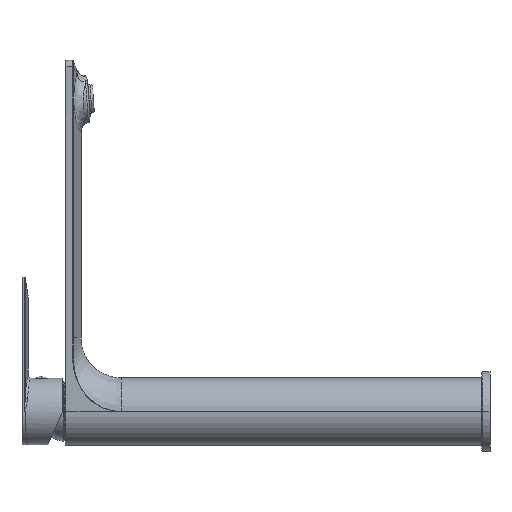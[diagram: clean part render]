
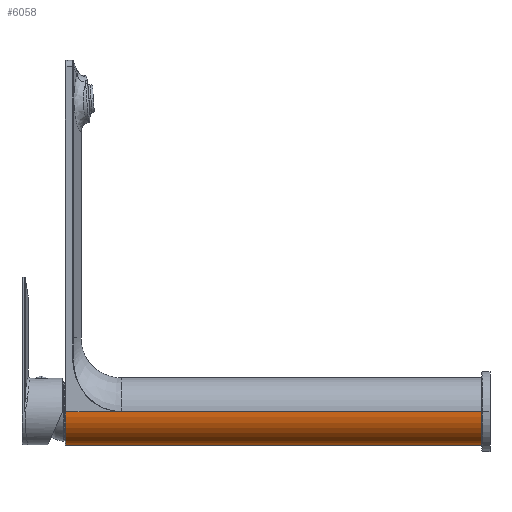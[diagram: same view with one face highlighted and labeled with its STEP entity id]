
A CAD part, left-side view. The second image highlights one B-rep face of the part: STEP entity #6058.
In plain terms, the highlighted cylindrical face has radius 21 mm (diameter 42 mm), a partial arc.
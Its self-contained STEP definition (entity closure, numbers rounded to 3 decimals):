
#1344=DIRECTION('',(0.,0.,1.));
#1345=VECTOR('',#1344,34.5);
#1346=CARTESIAN_POINT('',(0.,-21.,
225.));
#1347=LINE('',#1346,#1345);
#1348=DIRECTION('',(0.,0.,-1.));
#1349=VECTOR('',#1348,225.);
#1350=CARTESIAN_POINT('',(0.,-21.,
225.));
#1351=LINE('',#1350,#1349);
#1361=CARTESIAN_POINT('',(0.,0.,
0.));
#1362=DIRECTION('',(0.,0.,-1.));
#1363=DIRECTION('',(0.,-1.,0.));
#1364=AXIS2_PLACEMENT_3D('',#1361,#1362,#1363);
#1400=DIRECTION('',(0.,0.,1.));
#1401=VECTOR('',#1400,259.5);
#1402=CARTESIAN_POINT('',(-21.,0.,0.));
#1403=LINE('',#1402,#1401);
#1554=CARTESIAN_POINT('',(0.,0.,259.5));
#1555=DIRECTION('',(0.,0.,1.));
#1556=DIRECTION('',(-1.,0.,0.));
#1557=AXIS2_PLACEMENT_3D('',#1554,#1555,#1556);
#2176=CARTESIAN_POINT('',(0.,-21.,
0.));
#2177=CARTESIAN_POINT('',(-21.,0.,
0.));
#2178=VERTEX_POINT('',#2176);
#2179=VERTEX_POINT('',#2177);
#2334=CARTESIAN_POINT('',(0.,-21.,225.));
#2335=VERTEX_POINT('',#2334);
#2358=CARTESIAN_POINT('',(0.,-21.,259.5));
#2359=VERTEX_POINT('',#2358);
#2360=CARTESIAN_POINT('',(-21.,0.,259.5));
#2361=VERTEX_POINT('',#2360);
#6042=CARTESIAN_POINT('',(0.,0.,130.));
#6043=DIRECTION('',(0.,0.,1.));
#6044=DIRECTION('',(-1.,0.,0.));
#6045=AXIS2_PLACEMENT_3D('',#6042,#6043,#6044);
#6046=CYLINDRICAL_SURFACE('',#6045,21.);
#6047=ORIENTED_EDGE('',*,*,#6030,.F.);
#6049=ORIENTED_EDGE('',*,*,#6048,.T.);
#6051=ORIENTED_EDGE('',*,*,#6050,.T.);
#6053=ORIENTED_EDGE('',*,*,#6052,.T.);
#6055=ORIENTED_EDGE('',*,*,#6054,.T.);
#6056=EDGE_LOOP('',(#6047,#6049,#6051,#6053,#6055));
#6057=FACE_OUTER_BOUND('',#6056,.F.);
#6058=ADVANCED_FACE('',(#6057),#6046,.T.);
#1365=CIRCLE('',#1364,21.);
#1558=CIRCLE('',#1557,21.);
#6030=EDGE_CURVE('',#2335,#2359,#1347,.T.);
#6048=EDGE_CURVE('',#2335,#2178,#1351,.T.);
#6050=EDGE_CURVE('',#2178,#2179,#1365,.T.);
#6052=EDGE_CURVE('',#2179,#2361,#1403,.T.);
#6054=EDGE_CURVE('',#2361,#2359,#1558,.T.);
